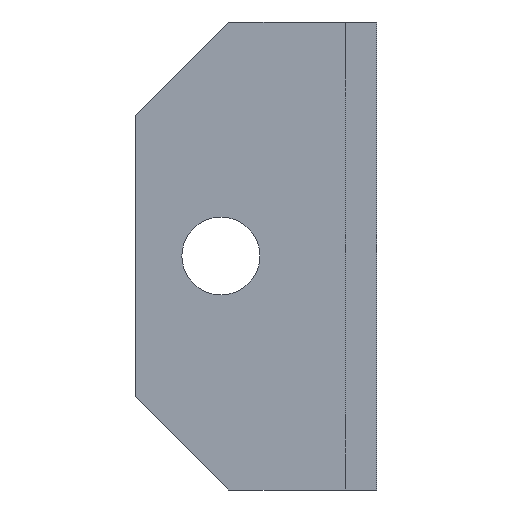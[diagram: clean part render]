
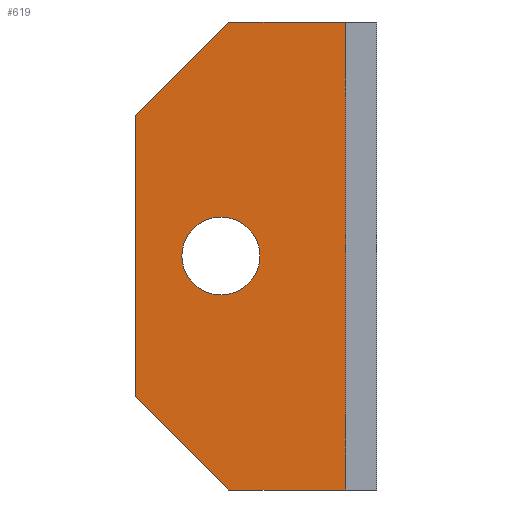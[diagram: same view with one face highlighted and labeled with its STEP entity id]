
A CAD part, front view. The second image highlights one B-rep face of the part: STEP entity #619.
In plain terms, the highlighted planar face has unit normal (0, -1, 0).
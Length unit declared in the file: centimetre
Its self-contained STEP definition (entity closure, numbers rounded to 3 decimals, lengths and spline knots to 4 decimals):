
#11 = DIRECTION ( 'NONE',  ( 0., -1., 0. ) ) ;
#26 = VECTOR ( 'NONE', #489, 100. ) ;
#80 = CIRCLE ( 'NONE', #881, 2.5 ) ;
#92 = VERTEX_POINT ( 'NONE', #241 ) ;
#99 = LINE ( 'NONE', #104, #729 ) ;
#104 = CARTESIAN_POINT ( 'NONE',  ( 203.153, 413.9356, 15. ) ) ;
#107 = CARTESIAN_POINT ( 'NONE',  ( 208.653, 413.9356, 0. ) ) ;
#139 = CARTESIAN_POINT ( 'NONE',  ( 203.778, 413.9356, -9.625 ) ) ;
#149 = DIRECTION ( 'NONE',  ( -1., 0., 0. ) ) ;
#170 = VERTEX_POINT ( 'NONE', #189 ) ;
#189 = CARTESIAN_POINT ( 'NONE',  ( 209.153, 413.9356, 15. ) ) ;
#192 = EDGE_CURVE ( 'NONE', #904, #170, #979, .T. ) ;
#194 = CARTESIAN_POINT ( 'NONE',  ( 203.778, 413.9356, 9.625 ) ) ;
#229 = CARTESIAN_POINT ( 'NONE',  ( 203.153, 413.9356, -9. ) ) ;
#241 = CARTESIAN_POINT ( 'NONE',  ( 209.153, 413.9356, -15. ) ) ;
#244 = CIRCLE ( 'NONE', #464, 2.5 ) ;
#248 = EDGE_CURVE ( 'NONE', #257, #170, #99, .T. ) ;
#257 = VERTEX_POINT ( 'NONE', #466 ) ;
#280 = EDGE_LOOP ( 'NONE', ( #486, #515 ) ) ;
#302 = VERTEX_POINT ( 'NONE', #1088 ) ;
#332 = CARTESIAN_POINT ( 'NONE',  ( 208.653, 413.9356, 0. ) ) ;
#351 = ORIENTED_EDGE ( 'NONE', *, *, #869, .T. ) ;
#352 = LINE ( 'NONE', #1113, #864 ) ;
#361 = FACE_OUTER_BOUND ( 'NONE', #662, .T. ) ;
#380 = ORIENTED_EDGE ( 'NONE', *, *, #192, .F. ) ;
#408 = DIRECTION ( 'NONE',  ( 0., 1., 0. ) ) ;
#433 = VERTEX_POINT ( 'NONE', #229 ) ;
#449 = DIRECTION ( 'NONE',  ( -1., 0., 0. ) ) ;
#464 = AXIS2_PLACEMENT_3D ( 'NONE', #958, #616, #1104 ) ;
#466 = CARTESIAN_POINT ( 'NONE',  ( 216.653, 413.9356, 15. ) ) ;
#475 = CARTESIAN_POINT ( 'NONE',  ( 216.653, 413.9356, 0. ) ) ;
#481 = VECTOR ( 'NONE', #967, 100. ) ;
#483 = AXIS2_PLACEMENT_3D ( 'NONE', #107, #11, #622 ) ;
#486 = ORIENTED_EDGE ( 'NONE', *, *, #943, .T. ) ;
#489 = DIRECTION ( 'NONE',  ( -0.707, 0., 0.707 ) ) ;
#515 = ORIENTED_EDGE ( 'NONE', *, *, #890, .T. ) ;
#528 = DIRECTION ( 'NONE',  ( 1., 0., 0. ) ) ;
#529 = LINE ( 'NONE', #542, #991 ) ;
#542 = CARTESIAN_POINT ( 'NONE',  ( 203.153, 413.9356, 0. ) ) ;
#545 = CARTESIAN_POINT ( 'NONE',  ( 216.653, 413.9356, -15. ) ) ;
#581 = ORIENTED_EDGE ( 'NONE', *, *, #803, .F. ) ;
#598 = CARTESIAN_POINT ( 'NONE',  ( 203.153, 413.9356, 9. ) ) ;
#616 = DIRECTION ( 'NONE',  ( 0., 1., 0. ) ) ;
#619 = ADVANCED_FACE ( 'NONE', ( #891, #361 ), #809, .T. ) ;
#622 = DIRECTION ( 'NONE',  ( -1., 0., 0. ) ) ;
#636 = VERTEX_POINT ( 'NONE', #692 ) ;
#650 = EDGE_CURVE ( 'NONE', #433, #904, #529, .T. ) ;
#651 = ORIENTED_EDGE ( 'NONE', *, *, #832, .F. ) ;
#662 = EDGE_LOOP ( 'NONE', ( #651, #351, #581, #735, #380, #1078 ) ) ;
#692 = CARTESIAN_POINT ( 'NONE',  ( 206.153, 413.9356, 0. ) ) ;
#716 = DIRECTION ( 'NONE',  ( 0., 0., 1. ) ) ;
#721 = LINE ( 'NONE', #475, #1010 ) ;
#729 = VECTOR ( 'NONE', #449, 100. ) ;
#735 = ORIENTED_EDGE ( 'NONE', *, *, #248, .T. ) ;
#738 = DIRECTION ( 'NONE',  ( 0., 0., -1. ) ) ;
#744 = LINE ( 'NONE', #139, #26 ) ;
#803 = EDGE_CURVE ( 'NONE', #257, #1011, #721, .T. ) ;
#809 = PLANE ( 'NONE',  #483 ) ;
#832 = EDGE_CURVE ( 'NONE', #92, #433, #744, .T. ) ;
#864 = VECTOR ( 'NONE', #528, 100. ) ;
#869 = EDGE_CURVE ( 'NONE', #92, #1011, #352, .T. ) ;
#881 = AXIS2_PLACEMENT_3D ( 'NONE', #332, #408, #149 ) ;
#890 = EDGE_CURVE ( 'NONE', #302, #636, #244, .T. ) ;
#891 = FACE_BOUND ( 'NONE', #280, .T. ) ;
#904 = VERTEX_POINT ( 'NONE', #598 ) ;
#943 = EDGE_CURVE ( 'NONE', #636, #302, #80, .T. ) ;
#958 = CARTESIAN_POINT ( 'NONE',  ( 208.653, 413.9356, 0. ) ) ;
#967 = DIRECTION ( 'NONE',  ( 0.707, 0., 0.707 ) ) ;
#979 = LINE ( 'NONE', #194, #481 ) ;
#991 = VECTOR ( 'NONE', #716, 100. ) ;
#1010 = VECTOR ( 'NONE', #738, 100. ) ;
#1011 = VERTEX_POINT ( 'NONE', #545 ) ;
#1078 = ORIENTED_EDGE ( 'NONE', *, *, #650, .F. ) ;
#1088 = CARTESIAN_POINT ( 'NONE',  ( 211.153, 413.9356, 0. ) ) ;
#1104 = DIRECTION ( 'NONE',  ( -1., 0., 0. ) ) ;
#1113 = CARTESIAN_POINT ( 'NONE',  ( 203.153, 413.9356, -15. ) ) ;
